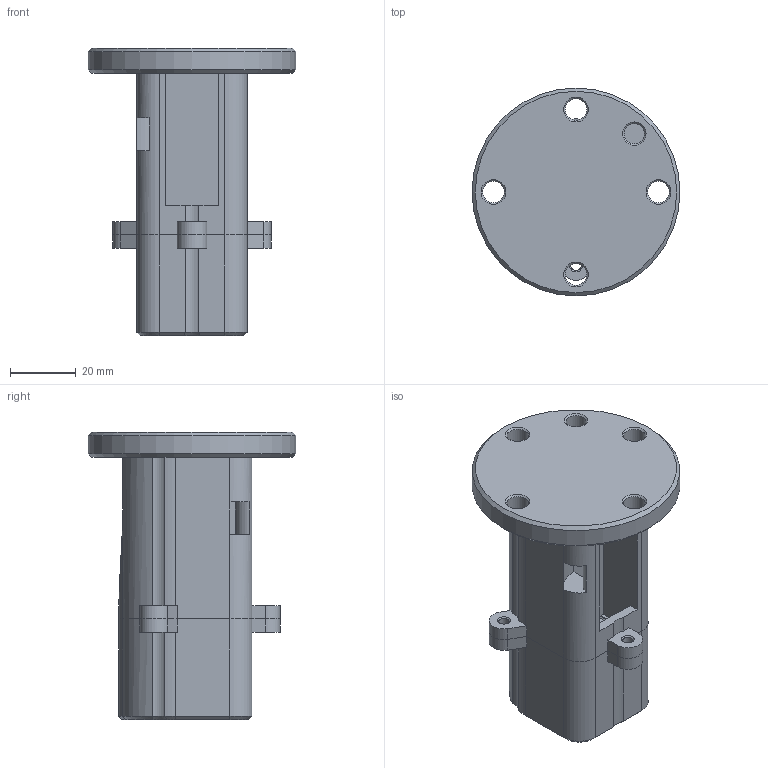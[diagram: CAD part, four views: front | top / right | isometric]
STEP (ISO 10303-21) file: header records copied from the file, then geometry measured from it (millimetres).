
FILE_DESCRIPTION(/* description */ (''),/* implementation_level */ '2;1');
FILE_NAME(/* name */ 'digit_panda_flange_mount.step',/* time_stamp */ '2022-10-24T12:41:02+02:00',/* author */ (''),/* organization */ (''),/* preprocessor_version */ 'ST-DEVELOPER v19',/* originating_system */ 'Autodesk Translation Framework v11.7.0.108',/* authorisation */ '');
FILE_SCHEMA (('AUTOMOTIVE_DESIGN { 1 0 10303 214 3 1 1 }'));
Length unit declared in the file: millimetre
Products named in the file (7): Digit-downward-mount; digit_cage; EnclosureAssy_IM_Final v1; CenterREDO_copy; BackREDO_copy; acrylicwindowREDO_rev2_copy; flange
Assembly tree (6 placements, depth 3):
  Digit-downward-mount
    digit_cage
    EnclosureAssy_IM_Final v1
      CenterREDO_copy
      BackREDO_copy
      acrylicwindowREDO_rev2_copy
    flange
Bounding box: 63 x 63 x 87 mm (x, y, z)
Volume: 88409.3 mm3; surface area: 35980.3 mm2
Topology: 5 solids, 5 shells, 728 faces, 1854 edges, 1104 vertices
Faces by surface type: plane 208, cylinder 171, bspline 124, cone 119, torus 72, sphere 34
Full cylindrical faces by diameter (mm): 3.1 x6, 6.1 x1, 6.5 x4, 63 x1
Entity records: 27446 total; most frequent: CARTESIAN_POINT 10190, ORIENTED_EDGE 3630, DIRECTION 3607, EDGE_CURVE 1815, AXIS2_PLACEMENT_3D 1417, VERTEX_POINT 1104, EDGE_LOOP 789, LINE 773
